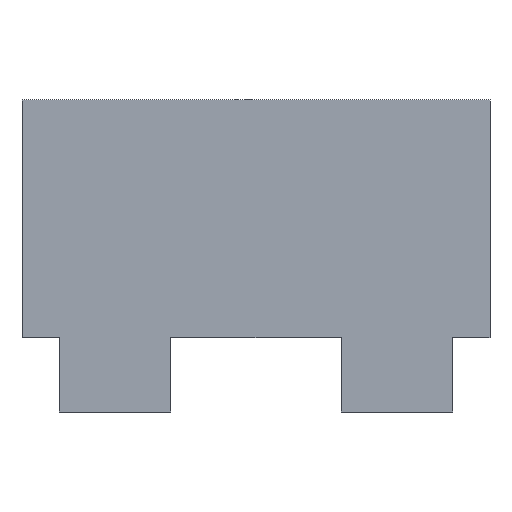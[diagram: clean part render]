
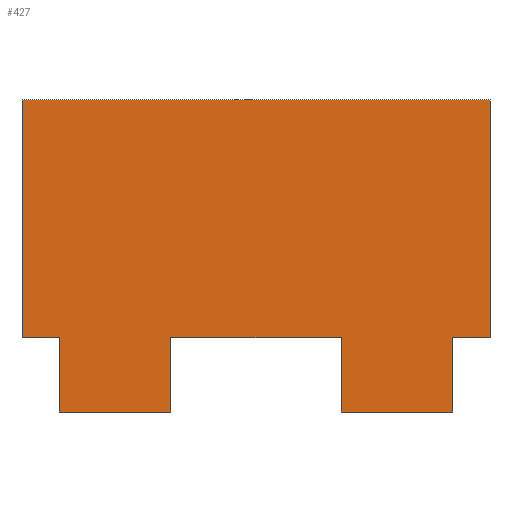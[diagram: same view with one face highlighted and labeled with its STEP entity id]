
A CAD part, front view. The second image highlights one B-rep face of the part: STEP entity #427.
In plain terms, the highlighted planar face has unit normal (0, -1, 0).
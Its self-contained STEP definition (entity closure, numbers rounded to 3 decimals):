
#411=AXIS2_PLACEMENT_3D('Plane Axis2P3D',#408,#409,#410) ;
#42=CARTESIAN_POINT('Vertex',(143.312,-75.,-50.)) ;
#56=CARTESIAN_POINT('Vertex',(143.312,-75.,-82.)) ;
#59=CARTESIAN_POINT('Line Origine',(143.312,-75.,-66.)) ;
#87=CARTESIAN_POINT('Vertex',(148.312,-75.,-82.)) ;
#90=CARTESIAN_POINT('Line Origine',(145.812,-75.,-82.)) ;
#118=CARTESIAN_POINT('Vertex',(148.312,-75.,-92.)) ;
#121=CARTESIAN_POINT('Line Origine',(148.312,-75.,-87.)) ;
#149=CARTESIAN_POINT('Vertex',(163.312,-75.,-92.)) ;
#152=CARTESIAN_POINT('Line Origine',(155.812,-75.,-92.)) ;
#180=CARTESIAN_POINT('Vertex',(163.312,-75.,-82.)) ;
#183=CARTESIAN_POINT('Line Origine',(163.312,-75.,-87.)) ;
#206=CARTESIAN_POINT('Vertex',(186.312,-75.,-82.)) ;
#209=CARTESIAN_POINT('Line Origine',(174.812,-75.,-82.)) ;
#237=CARTESIAN_POINT('Vertex',(186.312,-75.,-92.)) ;
#240=CARTESIAN_POINT('Line Origine',(186.312,-75.,-87.)) ;
#263=CARTESIAN_POINT('Vertex',(201.312,-75.,-92.)) ;
#266=CARTESIAN_POINT('Line Origine',(193.812,-75.,-92.)) ;
#294=CARTESIAN_POINT('Vertex',(201.312,-75.,-82.)) ;
#297=CARTESIAN_POINT('Line Origine',(201.312,-75.,-87.)) ;
#320=CARTESIAN_POINT('Vertex',(206.312,-75.,-82.)) ;
#323=CARTESIAN_POINT('Line Origine',(203.812,-75.,-82.)) ;
#351=CARTESIAN_POINT('Vertex',(206.312,-75.,-50.)) ;
#354=CARTESIAN_POINT('Line Origine',(206.312,-75.,-66.)) ;
#376=CARTESIAN_POINT('Line Origine',(174.812,-75.,-50.)) ;
#408=CARTESIAN_POINT('Axis2P3D Location',(-119.,-75.,-16.57)) ;
#60=DIRECTION('Vector Direction',(0.,0.,-1.)) ;
#91=DIRECTION('Vector Direction',(1.,0.,0.)) ;
#122=DIRECTION('Vector Direction',(0.,0.,-1.)) ;
#153=DIRECTION('Vector Direction',(-1.,0.,0.)) ;
#184=DIRECTION('Vector Direction',(0.,0.,1.)) ;
#210=DIRECTION('Vector Direction',(1.,0.,0.)) ;
#241=DIRECTION('Vector Direction',(0.,0.,-1.)) ;
#267=DIRECTION('Vector Direction',(-1.,0.,0.)) ;
#298=DIRECTION('Vector Direction',(0.,0.,1.)) ;
#324=DIRECTION('Vector Direction',(-1.,0.,0.)) ;
#355=DIRECTION('Vector Direction',(0.,0.,1.)) ;
#377=DIRECTION('Vector Direction',(1.,0.,0.)) ;
#409=DIRECTION('Axis2P3D Direction',(0.,-1.,0.)) ;
#410=DIRECTION('Axis2P3D XDirection',(1.,0.,0.)) ;
#61=VECTOR('Line Direction',#60,1.) ;
#92=VECTOR('Line Direction',#91,1.) ;
#123=VECTOR('Line Direction',#122,1.) ;
#154=VECTOR('Line Direction',#153,1.) ;
#185=VECTOR('Line Direction',#184,1.) ;
#211=VECTOR('Line Direction',#210,1.) ;
#242=VECTOR('Line Direction',#241,1.) ;
#268=VECTOR('Line Direction',#267,1.) ;
#299=VECTOR('Line Direction',#298,1.) ;
#325=VECTOR('Line Direction',#324,1.) ;
#356=VECTOR('Line Direction',#355,1.) ;
#378=VECTOR('Line Direction',#377,1.) ;
#414=ORIENTED_EDGE('',*,*,#63,.T.) ;
#415=ORIENTED_EDGE('',*,*,#94,.T.) ;
#416=ORIENTED_EDGE('',*,*,#125,.T.) ;
#417=ORIENTED_EDGE('',*,*,#156,.T.) ;
#418=ORIENTED_EDGE('',*,*,#187,.T.) ;
#419=ORIENTED_EDGE('',*,*,#213,.T.) ;
#420=ORIENTED_EDGE('',*,*,#244,.T.) ;
#421=ORIENTED_EDGE('',*,*,#270,.T.) ;
#422=ORIENTED_EDGE('',*,*,#301,.T.) ;
#423=ORIENTED_EDGE('',*,*,#327,.T.) ;
#424=ORIENTED_EDGE('',*,*,#358,.T.) ;
#425=ORIENTED_EDGE('',*,*,#380,.T.) ;
#427=ADVANCED_FACE('Set g\X2\00E9\X0\om\X2\00E9\X0\trique.1',(#426),#412,.T.) ;
#63=EDGE_CURVE('',#43,#57,#62,.T.) ;
#94=EDGE_CURVE('',#57,#88,#93,.T.) ;
#125=EDGE_CURVE('',#88,#119,#124,.T.) ;
#156=EDGE_CURVE('',#119,#150,#155,.F.) ;
#187=EDGE_CURVE('',#150,#181,#186,.T.) ;
#213=EDGE_CURVE('',#181,#207,#212,.T.) ;
#244=EDGE_CURVE('',#207,#238,#243,.T.) ;
#270=EDGE_CURVE('',#238,#264,#269,.F.) ;
#301=EDGE_CURVE('',#264,#295,#300,.T.) ;
#327=EDGE_CURVE('',#295,#321,#326,.F.) ;
#358=EDGE_CURVE('',#321,#352,#357,.T.) ;
#380=EDGE_CURVE('',#352,#43,#379,.F.) ;
#413=EDGE_LOOP('',(#414,#415,#416,#417,#418,#419,#420,#421,#422,#423,#424,#425)) ;
#426=FACE_OUTER_BOUND('',#413,.T.) ;
#62=LINE('Line',#59,#61) ;
#93=LINE('Line',#90,#92) ;
#124=LINE('Line',#121,#123) ;
#155=LINE('Line',#152,#154) ;
#186=LINE('Line',#183,#185) ;
#212=LINE('Line',#209,#211) ;
#243=LINE('Line',#240,#242) ;
#269=LINE('Line',#266,#268) ;
#300=LINE('Line',#297,#299) ;
#326=LINE('Line',#323,#325) ;
#357=LINE('Line',#354,#356) ;
#379=LINE('Line',#376,#378) ;
#412=PLANE('',#411) ;
#43=VERTEX_POINT('',#42) ;
#57=VERTEX_POINT('',#56) ;
#88=VERTEX_POINT('',#87) ;
#119=VERTEX_POINT('',#118) ;
#150=VERTEX_POINT('',#149) ;
#181=VERTEX_POINT('',#180) ;
#207=VERTEX_POINT('',#206) ;
#238=VERTEX_POINT('',#237) ;
#264=VERTEX_POINT('',#263) ;
#295=VERTEX_POINT('',#294) ;
#321=VERTEX_POINT('',#320) ;
#352=VERTEX_POINT('',#351) ;
